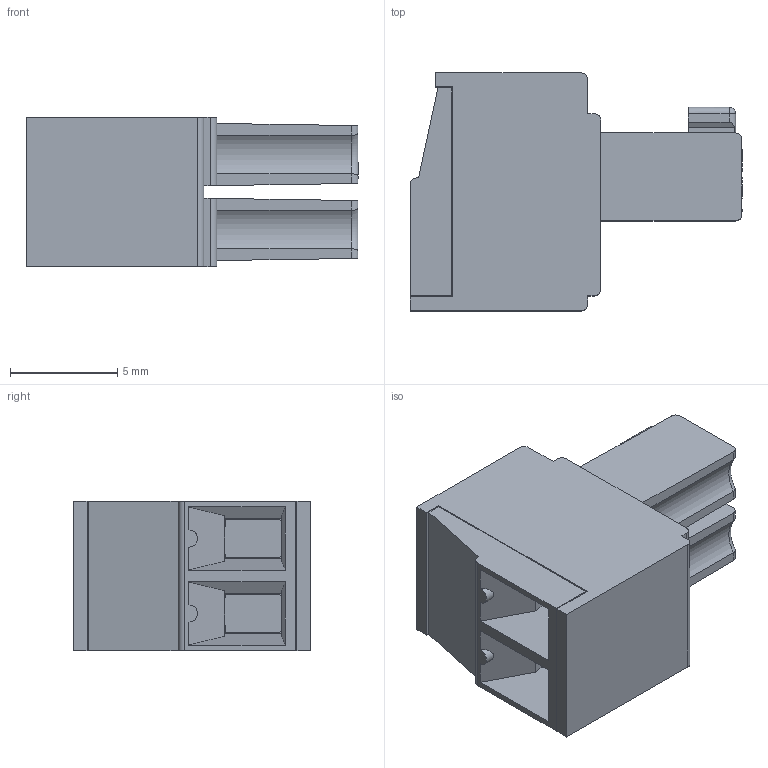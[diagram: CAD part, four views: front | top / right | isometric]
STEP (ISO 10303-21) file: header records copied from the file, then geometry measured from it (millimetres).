
FILE_DESCRIPTION(('STEP AP214'),'1');
FILE_NAME('SH02-3,5.stp','2018-11-19T08:37:59',(' '),(' '),'Spatial InterOp 3D',' ',' ');
FILE_SCHEMA(('AUTOMOTIVE_DESIGN { 1 0 10303 214 1 1 1 1 }'));
Length unit declared in the file: metre
Products named in the file (1): 1
Bounding box: 15.5 x 11.1 x 7 mm (x, y, z)
Volume: 662.5 mm3; surface area: 934.5 mm2
Topology: 1 solids, 1 shells, 173 faces, 456 edges, 290 vertices
Faces by surface type: plane 117, cylinder 40, torus 6, cone 6, sphere 4
Full cylindrical faces by diameter (mm): 1.2 x2, 2.8 x2, 3 x2
Entity records: 6605 total; most frequent: CARTESIAN_POINT 1014, ORIENTED_EDGE 864, DIRECTION 856, EDGE_CURVE 432, LINE 316, VECTOR 316, VERTEX_POINT 282, AXIS2_PLACEMENT_3D 270
